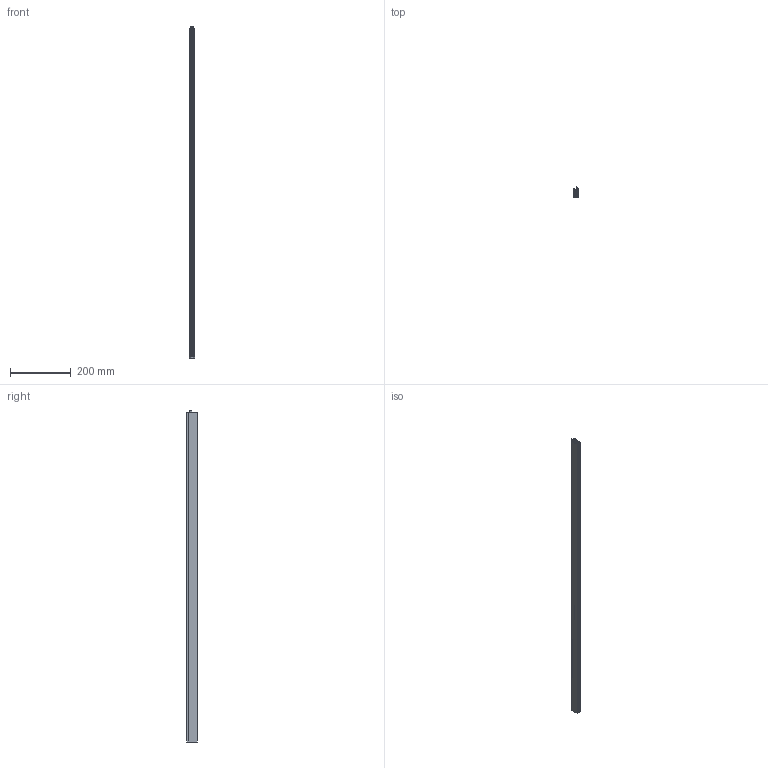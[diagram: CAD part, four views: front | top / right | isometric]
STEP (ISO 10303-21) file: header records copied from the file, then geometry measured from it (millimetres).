
FILE_DESCRIPTION (( 'STEP AP203' ), '1' );
FILE_NAME ('KG D8 1084.STEP', '2025-03-07T16:11:54', ( '' ), ( '' ), 'SwSTEP 2.0', 'SolidWorks 2023', '' );
FILE_SCHEMA (( 'CONFIG_CONTROL_DESIGN' ));
Length unit declared in the file: millimetre
Products named in the file (5): KG D8 1084; Schutzprofil_KG D8_1084; Innengeometrie_13; Betätigungsteil_1; Aussengehäuse_13
Assembly tree (4 placements, depth 2):
  KG D8 1084
    Schutzprofil_KG D8_1084
    Aussengehäuse_13
    Betätigungsteil_1
    Innengeometrie_13
Bounding box: 16.5 x 35 x 1092.51 mm (x, y, z)
Volume: 324897.7 mm3; surface area: 461029.7 mm2
Topology: 19 solids, 19 shells, 667 faces, 1881 edges, 1254 vertices
Faces by surface type: plane 315, bspline 311, cylinder 41
Entity records: 37178 total; most frequent: CARTESIAN_POINT 21372, ORIENTED_EDGE 3762, DIRECTION 2050, EDGE_CURVE 1881, VERTEX_POINT 1254, LINE 1174, VECTOR 1174, EDGE_LOOP 749
